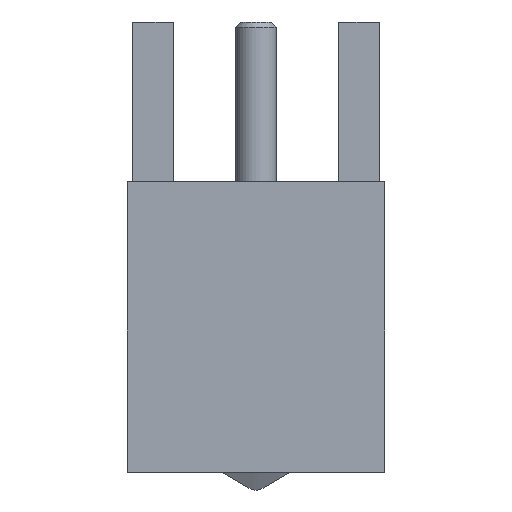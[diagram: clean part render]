
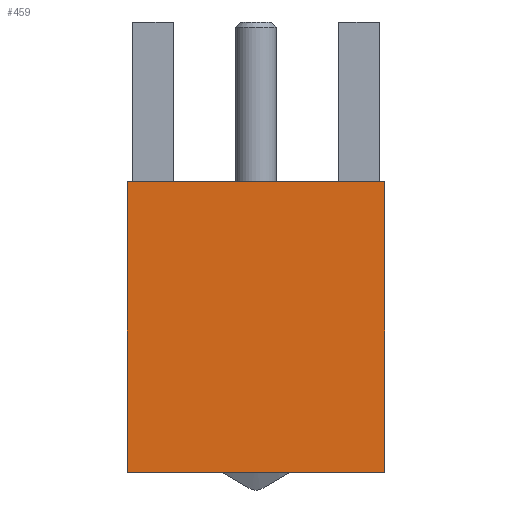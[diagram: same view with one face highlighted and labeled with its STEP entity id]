
A CAD part, front view. The second image highlights one B-rep face of the part: STEP entity #459.
In plain terms, the highlighted planar face has unit normal (0, -1, 0).
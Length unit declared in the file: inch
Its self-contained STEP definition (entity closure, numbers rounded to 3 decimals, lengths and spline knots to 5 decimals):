
#87 = VECTOR ( 'NONE', #3471, 39.37008 ) ;
#191 = ORIENTED_EDGE ( 'NONE', *, *, #2511, .T. ) ;
#429 = EDGE_CURVE ( 'NONE', #3462, #3228, #1942, .T. ) ;
#459 = ADVANCED_FACE ( 'NONE', ( #1793 ), #2338, .T. ) ;
#466 = CARTESIAN_POINT ( 'NONE',  ( -0.125, -0.125, -0.125 ) ) ;
#483 = LINE ( 'NONE', #653, #87 ) ;
#512 = CARTESIAN_POINT ( 'NONE',  ( -0.125, -0.125, -0.125 ) ) ;
#631 = VECTOR ( 'NONE', #3266, 39.37008 ) ;
#653 = CARTESIAN_POINT ( 'NONE',  ( -0.125, -0.125, -0.125 ) ) ;
#704 = DIRECTION ( 'NONE',  ( 1., 0., 0. ) ) ;
#791 = CARTESIAN_POINT ( 'NONE',  ( -0.125, -0.125, -0.125 ) ) ;
#949 = CARTESIAN_POINT ( 'NONE',  ( -0.125, -0.125, 0.157 ) ) ;
#989 = ORIENTED_EDGE ( 'NONE', *, *, #429, .T. ) ;
#1066 = DIRECTION ( 'NONE',  ( 0., -1., 0. ) ) ;
#1174 = EDGE_CURVE ( 'NONE', #3462, #1184, #483, .T. ) ;
#1184 = VERTEX_POINT ( 'NONE', #949 ) ;
#1528 = AXIS2_PLACEMENT_3D ( 'NONE', #466, #1066, #1962 ) ;
#1583 = LINE ( 'NONE', #2198, #2803 ) ;
#1793 = FACE_OUTER_BOUND ( 'NONE', #2988, .T. ) ;
#1942 = LINE ( 'NONE', #791, #631 ) ;
#1962 = DIRECTION ( 'NONE',  ( 0., 0., -1. ) ) ;
#2198 = CARTESIAN_POINT ( 'NONE',  ( 0.125, -0.125, -0.125 ) ) ;
#2202 = CARTESIAN_POINT ( 'NONE',  ( -0.125, -0.125, 0.157 ) ) ;
#2250 = CARTESIAN_POINT ( 'NONE',  ( 0.125, -0.125, -0.125 ) ) ;
#2338 = PLANE ( 'NONE',  #1528 ) ;
#2443 = EDGE_CURVE ( 'NONE', #1184, #3984, #2622, .T. ) ;
#2491 = DIRECTION ( 'NONE',  ( 0., 0., 1. ) ) ;
#2511 = EDGE_CURVE ( 'NONE', #3228, #3984, #1583, .T. ) ;
#2612 = ORIENTED_EDGE ( 'NONE', *, *, #2443, .F. ) ;
#2622 = LINE ( 'NONE', #2202, #4012 ) ;
#2723 = CARTESIAN_POINT ( 'NONE',  ( 0.125, -0.125, 0.157 ) ) ;
#2803 = VECTOR ( 'NONE', #2491, 39.37008 ) ;
#2988 = EDGE_LOOP ( 'NONE', ( #191, #2612, #3646, #989 ) ) ;
#3228 = VERTEX_POINT ( 'NONE', #2250 ) ;
#3266 = DIRECTION ( 'NONE',  ( 1., 0., 0. ) ) ;
#3462 = VERTEX_POINT ( 'NONE', #512 ) ;
#3471 = DIRECTION ( 'NONE',  ( 0., 0., 1. ) ) ;
#3646 = ORIENTED_EDGE ( 'NONE', *, *, #1174, .F. ) ;
#3984 = VERTEX_POINT ( 'NONE', #2723 ) ;
#4012 = VECTOR ( 'NONE', #704, 39.37008 ) ;
